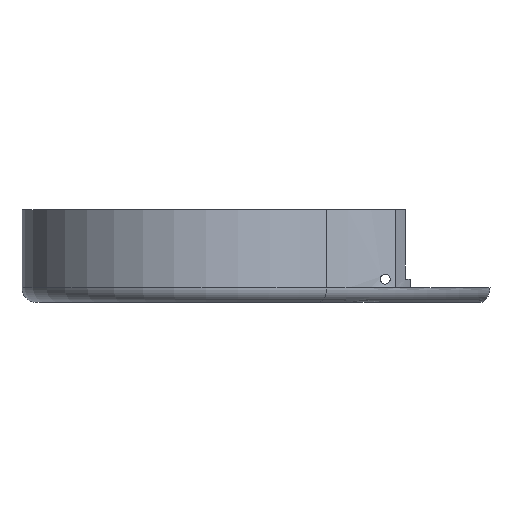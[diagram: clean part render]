
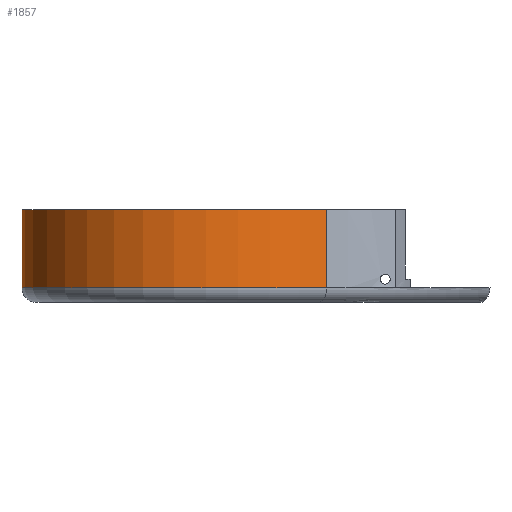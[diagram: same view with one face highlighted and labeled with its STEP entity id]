
A CAD part, left-side view. The second image highlights one B-rep face of the part: STEP entity #1857.
In plain terms, the highlighted cylindrical face has radius 65 mm (diameter 130 mm), a partial arc.
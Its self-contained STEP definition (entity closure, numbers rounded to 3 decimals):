
#422 = TOROIDAL_SURFACE('',#423,60.,5.);
#423 = AXIS2_PLACEMENT_3D('',#424,#425,#426);
#424 = CARTESIAN_POINT('',(0.,160.,5.));
#425 = DIRECTION('',(0.,0.,1.));
#426 = DIRECTION('',(0.788,-0.615,0.));
#683 = VERTEX_POINT('',#684);
#684 = CARTESIAN_POINT('',(-51.235,120.,5.));
#860 = CYLINDRICAL_SURFACE('',#861,65.);
#861 = AXIS2_PLACEMENT_3D('',#862,#863,#864);
#862 = CARTESIAN_POINT('',(-102.47,80.,0.));
#863 = DIRECTION('',(-0.,-0.,-1.));
#864 = DIRECTION('',(1.,0.,0.));
#876 = VERTEX_POINT('',#877);
#877 = CARTESIAN_POINT('',(51.235,120.,5.));
#901 = EDGE_CURVE('',#876,#683,#902,.T.);
#902 = SURFACE_CURVE('',#903,(#908,#915),.PCURVE_S1.);
#903 = CIRCLE('',#904,65.);
#904 = AXIS2_PLACEMENT_3D('',#905,#906,#907);
#905 = CARTESIAN_POINT('',(0.,160.,5.));
#906 = DIRECTION('',(-0.,0.,1.));
#907 = DIRECTION('',(0.788,-0.615,0.));
#908 = PCURVE('',#422,#909);
#909 = DEFINITIONAL_REPRESENTATION('',(#910),#914);
#910 = LINE('',#911,#912);
#911 = CARTESIAN_POINT('',(0.,6.283));
#912 = VECTOR('',#913,1.);
#913 = DIRECTION('',(1.,0.));
#914 = ( GEOMETRIC_REPRESENTATION_CONTEXT(2) 
PARAMETRIC_REPRESENTATION_CONTEXT() REPRESENTATION_CONTEXT('2D SPACE',''
  ) );
#915 = PCURVE('',#916,#921);
#916 = CYLINDRICAL_SURFACE('',#917,65.);
#917 = AXIS2_PLACEMENT_3D('',#918,#919,#920);
#918 = CARTESIAN_POINT('',(0.,160.,0.));
#919 = DIRECTION('',(-0.,-0.,-1.));
#920 = DIRECTION('',(1.,0.,0.));
#921 = DEFINITIONAL_REPRESENTATION('',(#922),#926);
#922 = LINE('',#923,#924);
#923 = CARTESIAN_POINT('',(-5.62,-5.));
#924 = VECTOR('',#925,1.);
#925 = DIRECTION('',(-1.,0.));
#926 = ( GEOMETRIC_REPRESENTATION_CONTEXT(2) 
PARAMETRIC_REPRESENTATION_CONTEXT() REPRESENTATION_CONTEXT('2D SPACE',''
  ) );
#1060 = CYLINDRICAL_SURFACE('',#1061,65.);
#1061 = AXIS2_PLACEMENT_3D('',#1062,#1063,#1064);
#1062 = CARTESIAN_POINT('',(102.47,80.,0.));
#1063 = DIRECTION('',(-0.,-0.,-1.));
#1064 = DIRECTION('',(1.,0.,0.));
#1631 = EDGE_CURVE('',#683,#1632,#1634,.T.);
#1632 = VERTEX_POINT('',#1633);
#1633 = CARTESIAN_POINT('',(-51.235,120.,32.));
#1634 = SURFACE_CURVE('',#1635,(#1639,#1646),.PCURVE_S1.);
#1635 = LINE('',#1636,#1637);
#1636 = CARTESIAN_POINT('',(-51.235,120.,0.));
#1637 = VECTOR('',#1638,1.);
#1638 = DIRECTION('',(0.,0.,1.));
#1639 = PCURVE('',#860,#1640);
#1640 = DEFINITIONAL_REPRESENTATION('',(#1641),#1645);
#1641 = LINE('',#1642,#1643);
#1642 = CARTESIAN_POINT('',(-6.946,0.));
#1643 = VECTOR('',#1644,1.);
#1644 = DIRECTION('',(-0.,-1.));
#1645 = ( GEOMETRIC_REPRESENTATION_CONTEXT(2) 
PARAMETRIC_REPRESENTATION_CONTEXT() REPRESENTATION_CONTEXT('2D SPACE',''
  ) );
#1646 = PCURVE('',#916,#1647);
#1647 = DEFINITIONAL_REPRESENTATION('',(#1648),#1652);
#1648 = LINE('',#1649,#1650);
#1649 = CARTESIAN_POINT('',(-10.088,0.));
#1650 = VECTOR('',#1651,1.);
#1651 = DIRECTION('',(-0.,-1.));
#1652 = ( GEOMETRIC_REPRESENTATION_CONTEXT(2) 
PARAMETRIC_REPRESENTATION_CONTEXT() REPRESENTATION_CONTEXT('2D SPACE',''
  ) );
#1693 = PLANE('',#1694);
#1694 = AXIS2_PLACEMENT_3D('',#1695,#1696,#1697);
#1695 = CARTESIAN_POINT('',(0.,80.,32.));
#1696 = DIRECTION('',(0.,0.,1.));
#1697 = DIRECTION('',(1.,0.,0.));
#1857 = ADVANCED_FACE('',(#1858),#916,.T.);
#1858 = FACE_BOUND('',#1859,.F.);
#1859 = EDGE_LOOP('',(#1860,#1883,#1905,#1906));
#1860 = ORIENTED_EDGE('',*,*,#1861,.T.);
#1861 = EDGE_CURVE('',#876,#1862,#1864,.T.);
#1862 = VERTEX_POINT('',#1863);
#1863 = CARTESIAN_POINT('',(51.235,120.,32.));
#1864 = SURFACE_CURVE('',#1865,(#1869,#1876),.PCURVE_S1.);
#1865 = LINE('',#1866,#1867);
#1866 = CARTESIAN_POINT('',(51.235,120.,0.));
#1867 = VECTOR('',#1868,1.);
#1868 = DIRECTION('',(0.,0.,1.));
#1869 = PCURVE('',#916,#1870);
#1870 = DEFINITIONAL_REPRESENTATION('',(#1871),#1875);
#1871 = LINE('',#1872,#1873);
#1872 = CARTESIAN_POINT('',(-5.62,0.));
#1873 = VECTOR('',#1874,1.);
#1874 = DIRECTION('',(-0.,-1.));
#1875 = ( GEOMETRIC_REPRESENTATION_CONTEXT(2) 
PARAMETRIC_REPRESENTATION_CONTEXT() REPRESENTATION_CONTEXT('2D SPACE',''
  ) );
#1876 = PCURVE('',#1060,#1877);
#1877 = DEFINITIONAL_REPRESENTATION('',(#1878),#1882);
#1878 = LINE('',#1879,#1880);
#1879 = CARTESIAN_POINT('',(-2.479,0.));
#1880 = VECTOR('',#1881,1.);
#1881 = DIRECTION('',(-0.,-1.));
#1882 = ( GEOMETRIC_REPRESENTATION_CONTEXT(2) 
PARAMETRIC_REPRESENTATION_CONTEXT() REPRESENTATION_CONTEXT('2D SPACE',''
  ) );
#1883 = ORIENTED_EDGE('',*,*,#1884,.T.);
#1884 = EDGE_CURVE('',#1862,#1632,#1885,.T.);
#1885 = SURFACE_CURVE('',#1886,(#1891,#1898),.PCURVE_S1.);
#1886 = CIRCLE('',#1887,65.);
#1887 = AXIS2_PLACEMENT_3D('',#1888,#1889,#1890);
#1888 = CARTESIAN_POINT('',(0.,160.,32.));
#1889 = DIRECTION('',(0.,0.,1.));
#1890 = DIRECTION('',(1.,0.,0.));
#1891 = PCURVE('',#916,#1892);
#1892 = DEFINITIONAL_REPRESENTATION('',(#1893),#1897);
#1893 = LINE('',#1894,#1895);
#1894 = CARTESIAN_POINT('',(-0.,-32.));
#1895 = VECTOR('',#1896,1.);
#1896 = DIRECTION('',(-1.,0.));
#1897 = ( GEOMETRIC_REPRESENTATION_CONTEXT(2) 
PARAMETRIC_REPRESENTATION_CONTEXT() REPRESENTATION_CONTEXT('2D SPACE',''
  ) );
#1898 = PCURVE('',#1693,#1899);
#1899 = DEFINITIONAL_REPRESENTATION('',(#1900),#1904);
#1900 = CIRCLE('',#1901,65.);
#1901 = AXIS2_PLACEMENT_2D('',#1902,#1903);
#1902 = CARTESIAN_POINT('',(0.,80.));
#1903 = DIRECTION('',(1.,0.));
#1904 = ( GEOMETRIC_REPRESENTATION_CONTEXT(2) 
PARAMETRIC_REPRESENTATION_CONTEXT() REPRESENTATION_CONTEXT('2D SPACE',''
  ) );
#1905 = ORIENTED_EDGE('',*,*,#1631,.F.);
#1906 = ORIENTED_EDGE('',*,*,#901,.F.);
